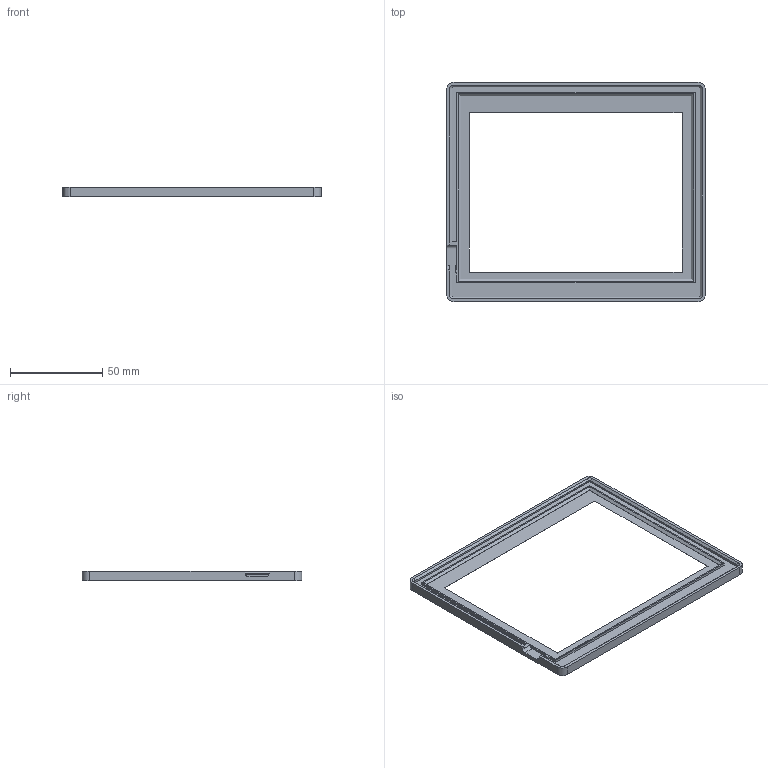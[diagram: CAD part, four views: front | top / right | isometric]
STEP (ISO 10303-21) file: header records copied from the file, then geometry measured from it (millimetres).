
FILE_DESCRIPTION(/* description */ (''),/* implementation_level */ '2;1');
FILE_NAME(/* name */ 'Inkplate 6Color v1.2.0. Top v1.1.2..step',/* time_stamp */ '2023-03-16T08:34:18+01:00',/* author */ (''),/* organization */ (''),/* preprocessor_version */ 'ST-DEVELOPER v19.2',/* originating_system */ 'Autodesk Translation Framework v11.17.0.187',/* authorisation */ '');
FILE_SCHEMA (('AUTOMOTIVE_DESIGN { 1 0 10303 214 3 1 1 }'));
Length unit declared in the file: millimetre
Products named in the file (1): Inkplate 6Color v1.2.0. Top
Bounding box: 140.4 x 119.4 x 5 mm (x, y, z)
Volume: 16363.9 mm3; surface area: 19093 mm2
Topology: 1 solids, 1 shells, 77 faces, 199 edges, 125 vertices
Faces by surface type: plane 54, cone 8, bspline 8, cylinder 7
Entity records: 2509 total; most frequent: CARTESIAN_POINT 634, ORIENTED_EDGE 398, DIRECTION 350, EDGE_CURVE 199, LINE 156, VECTOR 156, VERTEX_POINT 125, AXIS2_PLACEMENT_3D 97
